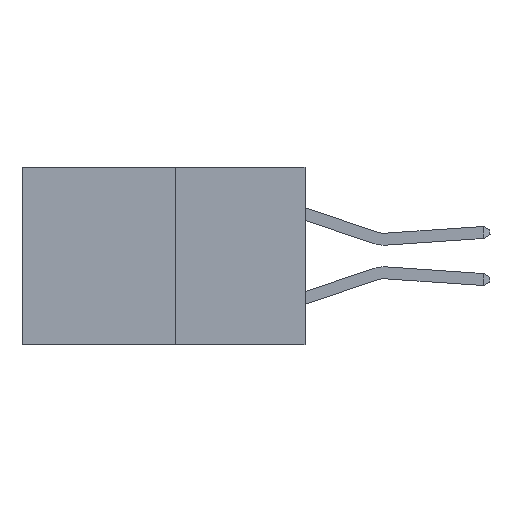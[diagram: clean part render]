
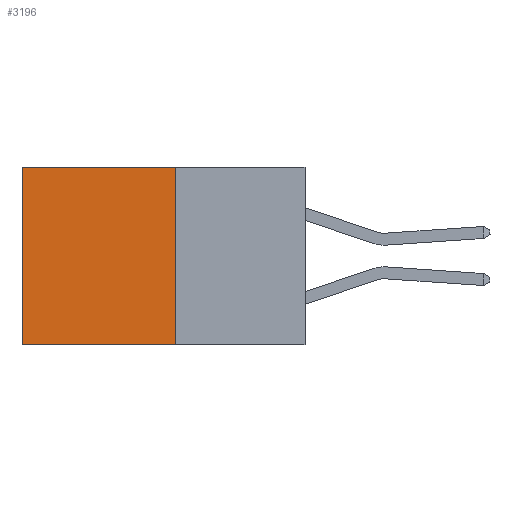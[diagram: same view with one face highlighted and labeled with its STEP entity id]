
A CAD part, left-side view. The second image highlights one B-rep face of the part: STEP entity #3196.
In plain terms, the highlighted planar face has unit normal (-1, 0, 0).
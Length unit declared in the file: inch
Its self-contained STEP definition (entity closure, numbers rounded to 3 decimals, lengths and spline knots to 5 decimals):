
#534 = FACE_OUTER_BOUND ( 'NONE', #2135, .T. ) ;
#1330 = CARTESIAN_POINT ( 'NONE',  ( 0.277, 0.59, -0.37 ) ) ;
#1702 = EDGE_CURVE ( 'NONE', #4004, #6271, #6120, .T. ) ;
#1728 = LINE ( 'NONE', #2906, #3506 ) ;
#1882 = DIRECTION ( 'NONE',  ( 0., 1., 0. ) ) ;
#2135 = EDGE_LOOP ( 'NONE', ( #5467, #5476, #5479, #5486 ) ) ;
#2181 = VECTOR ( 'NONE', #3382, 39.37008 ) ;
#2268 = VERTEX_POINT ( 'NONE', #3601 ) ;
#2464 = LINE ( 'NONE', #2549, #6940 ) ;
#2536 = VECTOR ( 'NONE', #4971, 39.37008 ) ;
#2549 = CARTESIAN_POINT ( 'NONE',  ( 0.277, 0.27, 0. ) ) ;
#2881 = DIRECTION ( 'NONE',  ( 0., 1., 0. ) ) ;
#2906 = CARTESIAN_POINT ( 'NONE',  ( 0.277, 0.27, -0.37 ) ) ;
#3196 = ADVANCED_FACE ( 'NONE', ( #534 ), #3892, .F. ) ;
#3326 = EDGE_CURVE ( 'NONE', #2268, #4004, #2464, .T. ) ;
#3382 = DIRECTION ( 'NONE',  ( 0., 0., -1. ) ) ;
#3415 = CARTESIAN_POINT ( 'NONE',  ( 0.277, 0.27, -0.37 ) ) ;
#3506 = VECTOR ( 'NONE', #2881, 39.37008 ) ;
#3601 = CARTESIAN_POINT ( 'NONE',  ( 0.277, 0.27, 0. ) ) ;
#3861 = DIRECTION ( 'NONE',  ( 0., 0., -1. ) ) ;
#3873 = DIRECTION ( 'NONE',  ( 1., 0., 0. ) ) ;
#3882 = CARTESIAN_POINT ( 'NONE',  ( 0.277, 0.27, -0.37 ) ) ;
#3892 = PLANE ( 'NONE',  #4470 ) ;
#4004 = VERTEX_POINT ( 'NONE', #7334 ) ;
#4222 = VERTEX_POINT ( 'NONE', #6332 ) ;
#4470 = AXIS2_PLACEMENT_3D ( 'NONE', #3882, #3873, #3861 ) ;
#4971 = DIRECTION ( 'NONE',  ( 0., 0., -1. ) ) ;
#5467 = ORIENTED_EDGE ( 'NONE', *, *, #1702, .T. ) ;
#5476 = ORIENTED_EDGE ( 'NONE', *, *, #5975, .F. ) ;
#5479 = ORIENTED_EDGE ( 'NONE', *, *, #5881, .F. ) ;
#5486 = ORIENTED_EDGE ( 'NONE', *, *, #3326, .T. ) ;
#5881 = EDGE_CURVE ( 'NONE', #2268, #4222, #7315, .T. ) ;
#5975 = EDGE_CURVE ( 'NONE', #4222, #6271, #1728, .T. ) ;
#6120 = LINE ( 'NONE', #8132, #2536 ) ;
#6271 = VERTEX_POINT ( 'NONE', #1330 ) ;
#6332 = CARTESIAN_POINT ( 'NONE',  ( 0.277, 0.27, -0.37 ) ) ;
#6940 = VECTOR ( 'NONE', #1882, 39.37008 ) ;
#7315 = LINE ( 'NONE', #3415, #2181 ) ;
#7334 = CARTESIAN_POINT ( 'NONE',  ( 0.277, 0.59, 0. ) ) ;
#8132 = CARTESIAN_POINT ( 'NONE',  ( 0.277, 0.59, -0.37 ) ) ;
